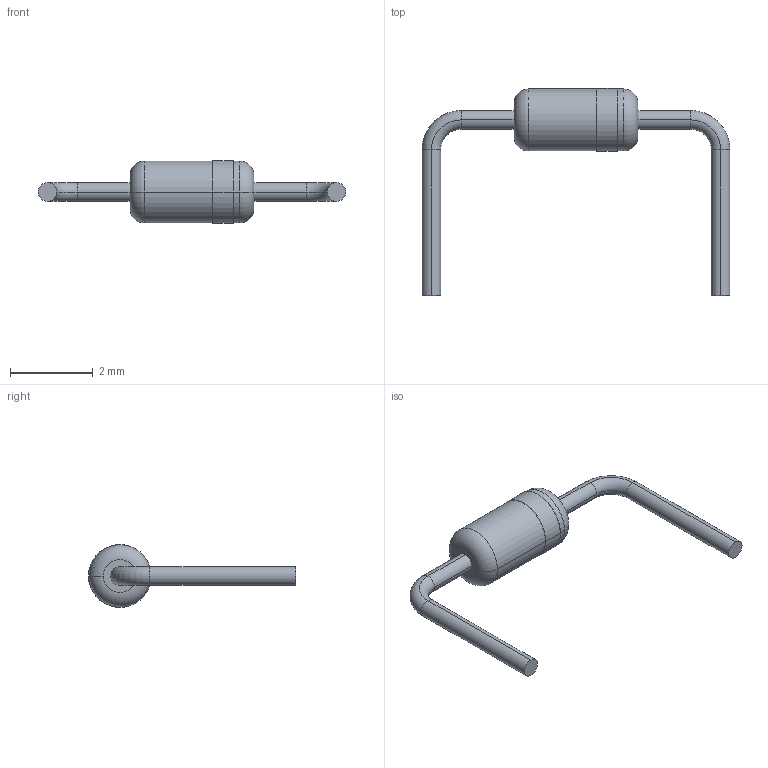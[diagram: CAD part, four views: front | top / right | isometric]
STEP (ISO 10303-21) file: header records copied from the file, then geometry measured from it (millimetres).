
FILE_DESCRIPTION((''),'2;1');
FILE_NAME('DO35-H_P7_D1-5_L3','2019-02-11T',('Dragos'),(''),'PRO/ENGINEER BY PARAMETRIC TECHNOLOGY CORPORATION, 2004440','PRO/ENGINEER BY PARAMETRIC TECHNOLOGY CORPORATION, 2004440','');
FILE_SCHEMA(('AUTOMOTIVE_DESIGN { 1 0 10303 214 1 1 1 1 }'));
Length unit declared in the file: millimetre
Products named in the file (1): DO35-H_P7_D1-5_L3
Bounding box: 7.45 x 5.01 x 1.52 mm (x, y, z)
Volume: 7 mm3; surface area: 33.1 mm2
Topology: 1 solids, 1 shells, 28 faces, 56 edges, 36 vertices
Faces by surface type: cylinder 14, torus 8, plane 6
Entity records: 1192 total; most frequent: DIRECTION 154, CARTESIAN_POINT 118, ORIENTED_EDGE 108, PRESENTATION_STYLE_ASSIGNMENT 74, AXIS2_PLACEMENT_3D 69, STYLED_ITEM 58, CURVE_STYLE 57, EDGE_CURVE 54
